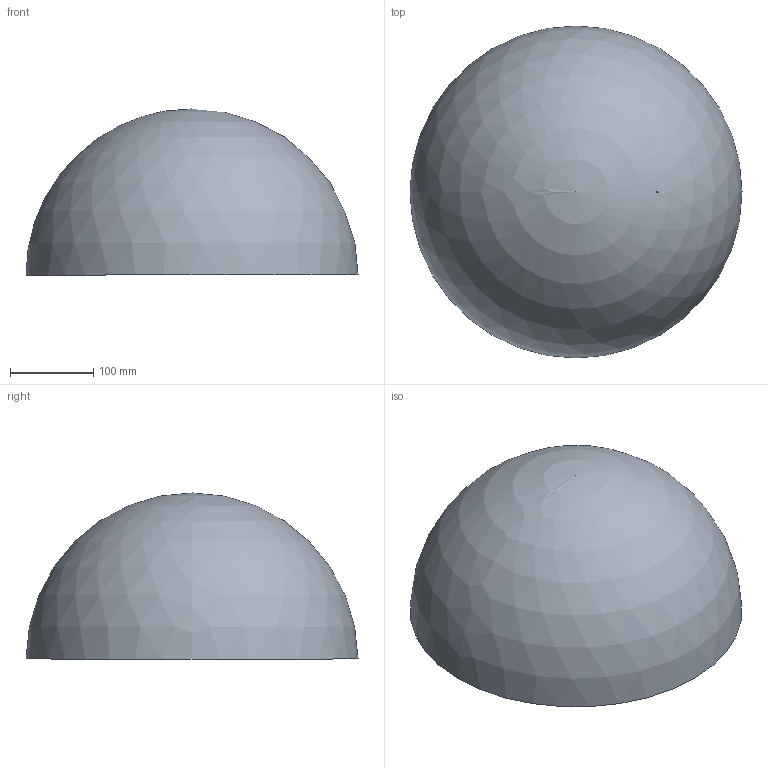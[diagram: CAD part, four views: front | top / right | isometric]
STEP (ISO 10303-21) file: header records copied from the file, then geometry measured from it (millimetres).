
FILE_DESCRIPTION (( 'STEP AP203' ), '1' );
FILE_NAME ('620400.step', '2020-07-15T11:51:04', ( '' ), ( '' ), 'SwSTEP 2.0', 'SolidWorks 2018', '' );
FILE_SCHEMA (( 'CONFIG_CONTROL_DESIGN' ));
Length unit declared in the file: millimetre
Products named in the file (1): 620400
Bounding box: 400 x 400 x 200 mm (x, y, z)
Volume: 497644.9 mm3; surface area: 500158 mm2
Topology: 1 solids, 1 shells, 191 faces, 506 edges, 338 vertices
Faces by surface type: bspline 90, plane 77, sphere 24
Entity records: 9899 total; most frequent: CARTESIAN_POINT 5558, ORIENTED_EDGE 1004, DIRECTION 682, EDGE_CURVE 502, VERTEX_POINT 336, AXIS2_PLACEMENT_3D 258, EDGE_LOOP 214, ADVANCED_FACE 191
